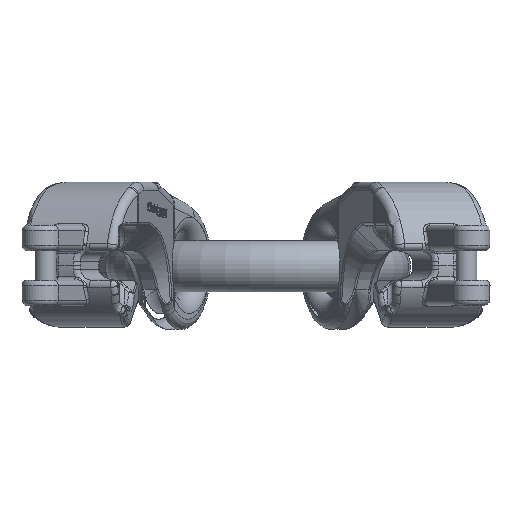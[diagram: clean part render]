
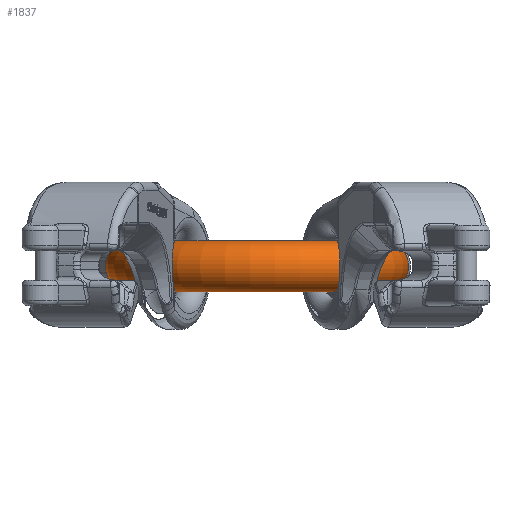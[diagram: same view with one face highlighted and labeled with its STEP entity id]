
A CAD part, front view. The second image highlights one B-rep face of the part: STEP entity #1837.
In plain terms, the highlighted toroidal (fillet/blend) face has major radius 47 mm and minor radius 9.5 mm.
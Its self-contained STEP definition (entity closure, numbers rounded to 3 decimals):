
#1769=TOROIDAL_SURFACE('',#16362,47.,9.5);
#1837=ADVANCED_FACE('',(#6039,#6040),#1769,.T.);
#6039=FACE_BOUND('',#6105,.T.);
#6040=FACE_BOUND('',#6106,.T.);
#6105=EDGE_LOOP('',(#7169));
#6106=EDGE_LOOP('',(#7170));
#7169=ORIENTED_EDGE('',*,*,#13411,.T.);
#7170=ORIENTED_EDGE('',*,*,#13449,.F.);
#11935=VERTEX_POINT('',#21249);
#11973=VERTEX_POINT('',#21491);
#13411=EDGE_CURVE('',#11935,#11935,#15815,.T.);
#13449=EDGE_CURVE('',#11973,#11973,#15817,.T.);
#15815=CIRCLE('',#16344,9.5);
#15817=CIRCLE('',#16356,9.5);
#16344=AXIS2_PLACEMENT_3D('',#21248,#17653,#17654);
#16356=AXIS2_PLACEMENT_3D('',#21490,#17685,#17686);
#16362=AXIS2_PLACEMENT_3D('',#21500,#17697,#17698);
#17653=DIRECTION('',(0.,-1.,0.));
#17654=DIRECTION('',(1.,0.,0.));
#17685=DIRECTION('',(0.,1.,0.));
#17686=DIRECTION('',(-1.,0.,0.));
#17697=DIRECTION('',(0.,0.,1.));
#17698=DIRECTION('',(1.,0.,0.));
#21248=CARTESIAN_POINT('',(-47.,-18.,0.));
#21249=CARTESIAN_POINT('',(-37.5,-18.,0.));
#21490=CARTESIAN_POINT('',(47.,-18.,0.));
#21491=CARTESIAN_POINT('',(37.5,-18.,0.));
#21500=CARTESIAN_POINT('',(0.,-18.,0.));
